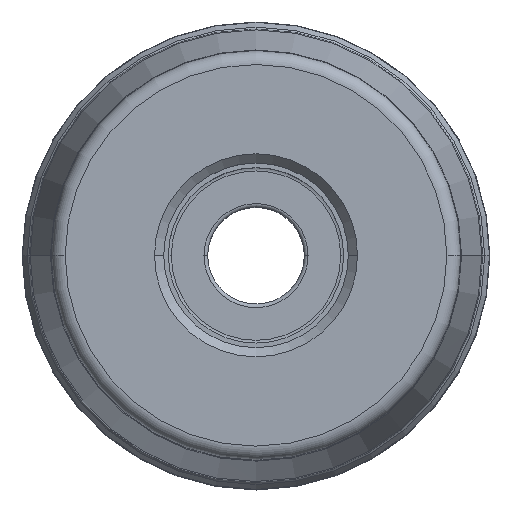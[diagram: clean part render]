
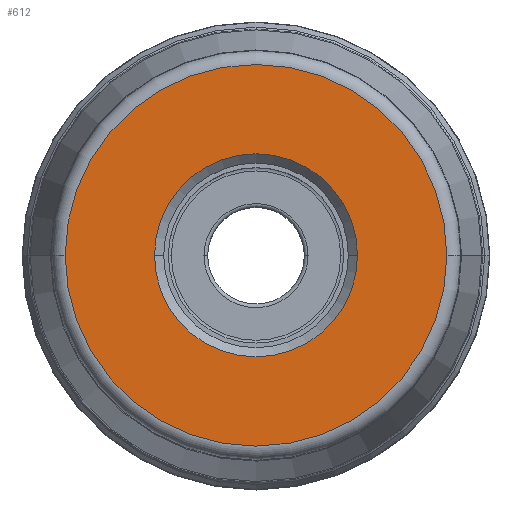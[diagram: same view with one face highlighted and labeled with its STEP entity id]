
A CAD part, top view. The second image highlights one B-rep face of the part: STEP entity #612.
In plain terms, the highlighted planar face has unit normal (0, 0, 1).
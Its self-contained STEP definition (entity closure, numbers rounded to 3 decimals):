
#612=ADVANCED_FACE('',(#658,#659),#648,.F.);
#648=PLANE('',#3520);
#658=FACE_BOUND('',#817,.T.);
#659=FACE_BOUND('',#818,.T.);
#817=EDGE_LOOP('',(#1488,#1489,#1490,#1491));
#818=EDGE_LOOP('',(#1492,#1493,#1494,#1495));
#1488=ORIENTED_EDGE('',*,*,#2220,.F.);
#1489=ORIENTED_EDGE('',*,*,#2218,.F.);
#1490=ORIENTED_EDGE('',*,*,#2217,.T.);
#1491=ORIENTED_EDGE('',*,*,#2221,.T.);
#1492=ORIENTED_EDGE('',*,*,#2222,.T.);
#1493=ORIENTED_EDGE('',*,*,#2223,.T.);
#1494=ORIENTED_EDGE('',*,*,#2224,.T.);
#1495=ORIENTED_EDGE('',*,*,#2225,.T.);
#1838=VERTEX_POINT('',#6795);
#1839=VERTEX_POINT('',#6797);
#1840=VERTEX_POINT('',#6799);
#1841=VERTEX_POINT('',#6803);
#1842=VERTEX_POINT('',#6807);
#1843=VERTEX_POINT('',#6808);
#1844=VERTEX_POINT('',#6810);
#1845=VERTEX_POINT('',#6812);
#2217=EDGE_CURVE('',#1839,#1838,#2716,.T.);
#2218=EDGE_CURVE('',#1839,#1840,#2717,.T.);
#2220=EDGE_CURVE('',#1840,#1841,#2719,.T.);
#2221=EDGE_CURVE('',#1838,#1841,#2720,.T.);
#2222=EDGE_CURVE('',#1842,#1843,#2721,.T.);
#2223=EDGE_CURVE('',#1843,#1844,#2722,.T.);
#2224=EDGE_CURVE('',#1844,#1845,#2723,.T.);
#2225=EDGE_CURVE('',#1845,#1842,#2724,.T.);
#2716=CIRCLE('',#3509,20.725);
#2717=CIRCLE('',#3510,20.725);
#2719=CIRCLE('',#3513,20.725);
#2720=CIRCLE('',#3514,20.725);
#2721=CIRCLE('',#3516,11.025);
#2722=CIRCLE('',#3517,11.025);
#2723=CIRCLE('',#3518,11.025);
#2724=CIRCLE('',#3519,11.025);
#3509=AXIS2_PLACEMENT_3D('',#6796,#4314,#4315);
#3510=AXIS2_PLACEMENT_3D('',#6798,#4316,#4317);
#3513=AXIS2_PLACEMENT_3D('',#6802,#4322,#4323);
#3514=AXIS2_PLACEMENT_3D('',#6804,#4324,#4325);
#3516=AXIS2_PLACEMENT_3D('',#6806,#4328,#4329);
#3517=AXIS2_PLACEMENT_3D('',#6809,#4330,#4331);
#3518=AXIS2_PLACEMENT_3D('',#6811,#4332,#4333);
#3519=AXIS2_PLACEMENT_3D('',#6813,#4334,#4335);
#3520=AXIS2_PLACEMENT_3D('',#6814,#4336,#4337);
#4314=DIRECTION('',(0.,0.,1.));
#4315=DIRECTION('',(1.,0.,0.));
#4316=DIRECTION('',(0.,0.,-1.));
#4317=DIRECTION('',(-1.,0.,0.));
#4322=DIRECTION('',(0.,0.,-1.));
#4323=DIRECTION('',(-1.,0.,0.));
#4324=DIRECTION('',(0.,0.,1.));
#4325=DIRECTION('',(1.,0.,0.));
#4328=DIRECTION('',(0.,0.,-1.));
#4329=DIRECTION('',(0.,-1.,0.));
#4330=DIRECTION('',(0.,0.,-1.));
#4331=DIRECTION('',(-1.,0.,0.));
#4332=DIRECTION('',(0.,0.,-1.));
#4333=DIRECTION('',(0.,1.,0.));
#4334=DIRECTION('',(0.,0.,-1.));
#4335=DIRECTION('',(1.,0.,0.));
#4336=DIRECTION('',(0.,0.,-1.));
#4337=DIRECTION('',(1.,0.,0.));
#6795=CARTESIAN_POINT('',(20.725,0.,0.));
#6796=CARTESIAN_POINT('',(0.,0.,0.));
#6797=CARTESIAN_POINT('',(20.725,-0.02,0.));
#6798=CARTESIAN_POINT('',(0.,0.,0.));
#6799=CARTESIAN_POINT('',(-20.725,0.,0.));
#6802=CARTESIAN_POINT('',(0.,0.,0.));
#6803=CARTESIAN_POINT('',(-20.725,0.02,0.));
#6804=CARTESIAN_POINT('',(0.,0.,0.));
#6806=CARTESIAN_POINT('',(0.,0.,0.));
#6807=CARTESIAN_POINT('',(0.,-11.025,0.));
#6808=CARTESIAN_POINT('',(-11.025,0.,0.));
#6809=CARTESIAN_POINT('',(0.,0.,0.));
#6810=CARTESIAN_POINT('',(0.,11.025,0.));
#6811=CARTESIAN_POINT('',(0.,0.,0.));
#6812=CARTESIAN_POINT('',(11.025,0.,0.));
#6813=CARTESIAN_POINT('',(0.,0.,0.));
#6814=CARTESIAN_POINT('',(0.,0.,0.));
